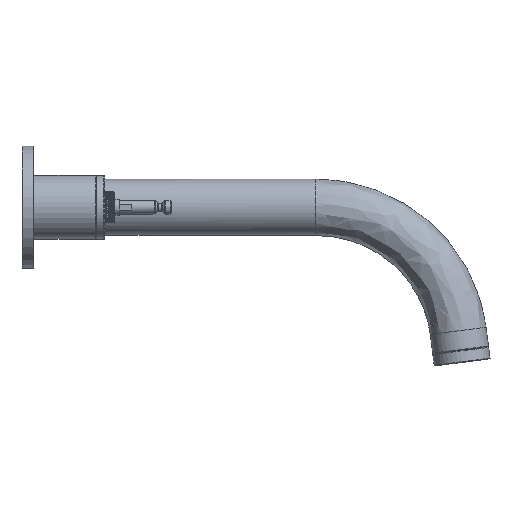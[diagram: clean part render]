
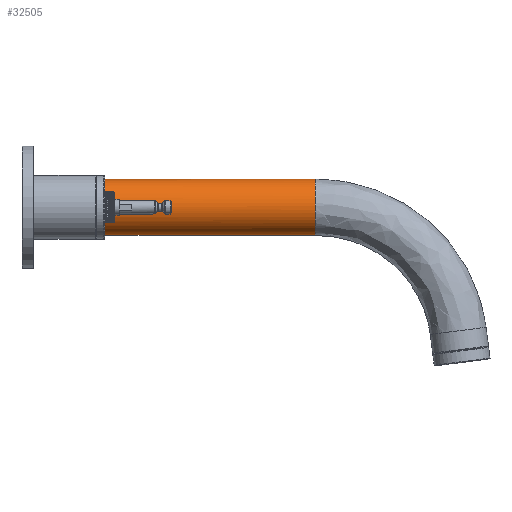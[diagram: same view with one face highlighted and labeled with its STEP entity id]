
A CAD part, front view. The second image highlights one B-rep face of the part: STEP entity #32505.
In plain terms, the highlighted cylindrical face has radius 11.5 mm (diameter 23 mm), a full revolution.
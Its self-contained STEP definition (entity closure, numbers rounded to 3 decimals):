
#4383=B_SPLINE_CURVE_WITH_KNOTS('',3,(#43746,#43747,#43748,#43749,#43750,
#43751,#43752,#43753,#43754,#43755,#43756,#43757,#43758,#43759,#43760,#43761,
#43762,#43763,#43764),.UNSPECIFIED.,.T.,.F.,(1,1,1,1,1,1,1,1,1,1,1,1,1,
1,1,1,1,1,1,1,1,1,1),(-0.188,-0.125,-0.063,0.,0.063,0.125,0.188,0.25,
0.313,0.375,0.438,0.5,0.563,0.625,0.688,0.75,0.813,0.875,0.938,1.,
1.063,1.125,1.188),.UNSPECIFIED.);
#5157=CYLINDRICAL_SURFACE('',#34080,11.5);
#6018=ORIENTED_EDGE('',*,*,#12290,.F.);
#6019=ORIENTED_EDGE('',*,*,#12291,.F.);
#12290=EDGE_CURVE('',#15437,#15437,#17302,.T.);
#12291=EDGE_CURVE('',#15438,#15438,#4383,.F.);
#15437=VERTEX_POINT('',#43745);
#15438=VERTEX_POINT('',#43765);
#17302=CIRCLE('',#34081,11.5);
#18886=EDGE_LOOP('',(#6018));
#18887=EDGE_LOOP('',(#6019));
#20582=FACE_BOUND('',#18886,.T.);
#20583=FACE_BOUND('',#18887,.T.);
#32505=ADVANCED_FACE('',(#20582,#20583),#5157,.T.);
#34080=AXIS2_PLACEMENT_3D('',#43743,#37050,#37051);
#34081=AXIS2_PLACEMENT_3D('',#43744,#37052,#37053);
#37050=DIRECTION('',(-1.,0.,0.));
#37051=DIRECTION('',(0.,0.,1.));
#37052=DIRECTION('',(-1.,0.,0.));
#37053=DIRECTION('',(0.,0.,1.));
#43743=CARTESIAN_POINT('',(63.954,0.,0.));
#43744=CARTESIAN_POINT('',(12.75,0.,0.));
#43745=CARTESIAN_POINT('',(12.75,0.,11.5));
#43746=CARTESIAN_POINT('',(127.908,4.515,-10.901));
#43747=CARTESIAN_POINT('',(127.908,0.,-11.799));
#43748=CARTESIAN_POINT('',(127.908,-4.515,-10.901));
#43749=CARTESIAN_POINT('',(127.908,-8.343,-8.343));
#43750=CARTESIAN_POINT('',(127.908,-10.901,-4.515));
#43751=CARTESIAN_POINT('',(127.908,-11.799,0.));
#43752=CARTESIAN_POINT('',(127.908,-10.901,4.515));
#43753=CARTESIAN_POINT('',(127.908,-8.343,8.343));
#43754=CARTESIAN_POINT('',(127.908,-4.515,10.901));
#43755=CARTESIAN_POINT('',(127.908,0.,11.799));
#43756=CARTESIAN_POINT('',(127.908,4.515,10.901));
#43757=CARTESIAN_POINT('',(127.908,8.343,8.343));
#43758=CARTESIAN_POINT('',(127.908,10.901,4.515));
#43759=CARTESIAN_POINT('',(127.908,11.799,0.));
#43760=CARTESIAN_POINT('',(127.908,10.901,-4.515));
#43761=CARTESIAN_POINT('',(127.908,8.343,-8.343));
#43762=CARTESIAN_POINT('',(127.908,4.515,-10.901));
#43763=CARTESIAN_POINT('',(127.908,0.,-11.799));
#43764=CARTESIAN_POINT('',(127.908,-4.515,-10.901));
#43765=CARTESIAN_POINT('',(127.908,0.,-11.5));
